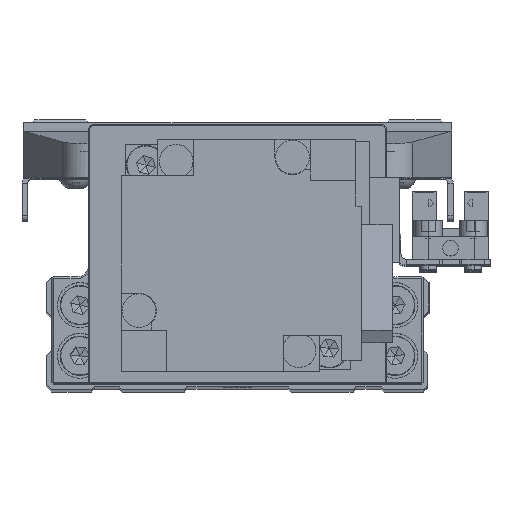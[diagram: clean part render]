
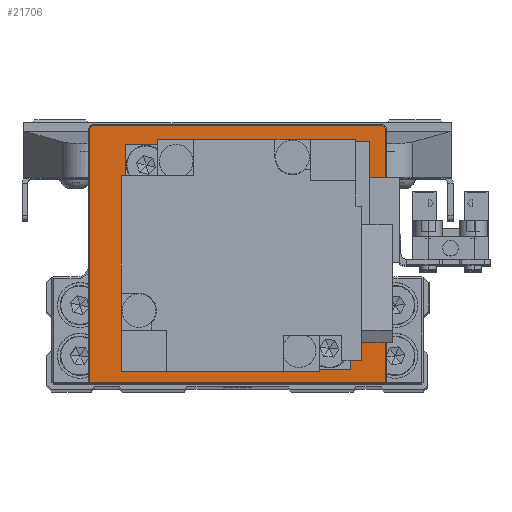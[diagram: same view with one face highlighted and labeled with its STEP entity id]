
A CAD part, top view. The second image highlights one B-rep face of the part: STEP entity #21706.
In plain terms, the highlighted face is planar.
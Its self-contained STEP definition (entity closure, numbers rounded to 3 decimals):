
#148 = VERTEX_POINT ( 'NONE', #22239 ) ;
#226 = VERTEX_POINT ( 'NONE', #11372 ) ;
#408 = DIRECTION ( 'NONE',  ( 0., -1., 0. ) ) ;
#515 = EDGE_CURVE ( 'NONE', #226, #8941, #24985, .T. ) ;
#605 = LINE ( 'NONE', #12037, #7519 ) ;
#934 = CARTESIAN_POINT ( 'NONE',  ( -25.5, -4., 22. ) ) ;
#2023 = CARTESIAN_POINT ( 'NONE',  ( 26.3, -4., -22.8 ) ) ;
#3010 = LINE ( 'NONE', #14454, #17968 ) ;
#3215 = FACE_OUTER_BOUND ( 'NONE', #30999, .T. ) ;
#3505 = VECTOR ( 'NONE', #5191, 1000. ) ;
#4722 = EDGE_CURVE ( 'NONE', #13169, #148, #605, .T. ) ;
#4980 = AXIS2_PLACEMENT_3D ( 'NONE', #26076, #408, #11820 ) ;
#5191 = DIRECTION ( 'NONE',  ( 0., 0., -1. ) ) ;
#5619 = CARTESIAN_POINT ( 'NONE',  ( 25.5, -4., 22.8 ) ) ;
#7363 = DIRECTION ( 'NONE',  ( 0., -1., 0. ) ) ;
#7519 = VECTOR ( 'NONE', #23471, 1000. ) ;
#7865 = ORIENTED_EDGE ( 'NONE', *, *, #4722, .T. ) ;
#8387 = VECTOR ( 'NONE', #10772, 1000. ) ;
#8941 = VERTEX_POINT ( 'NONE', #2023 ) ;
#10743 = CIRCLE ( 'NONE', #31688, 0.8 ) ;
#10772 = DIRECTION ( 'NONE',  ( 1., 0., 0. ) ) ;
#11372 = CARTESIAN_POINT ( 'NONE',  ( -26.3, -4., -22.8 ) ) ;
#11421 = AXIS2_PLACEMENT_3D ( 'NONE', #934, #12360, #23779 ) ;
#11820 = DIRECTION ( 'NONE',  ( 0., 0., -1. ) ) ;
#12037 = CARTESIAN_POINT ( 'NONE',  ( -25.5, -4., 22.8 ) ) ;
#12360 = DIRECTION ( 'NONE',  ( 0., -1., 0. ) ) ;
#13169 = VERTEX_POINT ( 'NONE', #5619 ) ;
#13945 = ORIENTED_EDGE ( 'NONE', *, *, #30322, .T. ) ;
#14126 = VERTEX_POINT ( 'NONE', #20472 ) ;
#14454 = CARTESIAN_POINT ( 'NONE',  ( 26.3, -4., 22. ) ) ;
#14651 = PLANE ( 'NONE',  #4980 ) ;
#15571 = EDGE_CURVE ( 'NONE', #8941, #34168, #3010, .T. ) ;
#17968 = VECTOR ( 'NONE', #25881, 1000. ) ;
#18794 = DIRECTION ( 'NONE',  ( 0., 0., -1. ) ) ;
#19438 = LINE ( 'NONE', #30863, #3505 ) ;
#20472 = CARTESIAN_POINT ( 'NONE',  ( -26.3, -4., 22. ) ) ;
#20577 = CARTESIAN_POINT ( 'NONE',  ( 26.3, -4., 22. ) ) ;
#20706 = ORIENTED_EDGE ( 'NONE', *, *, #15571, .T. ) ;
#21706 = ADVANCED_FACE ( 'NONE', ( #3215 ), #14651, .T. ) ;
#22239 = CARTESIAN_POINT ( 'NONE',  ( -25.5, -4., 22.8 ) ) ;
#23471 = DIRECTION ( 'NONE',  ( -1., 0., 0. ) ) ;
#23779 = DIRECTION ( 'NONE',  ( 0., 0., -1. ) ) ;
#24985 = LINE ( 'NONE', #36435, #8387 ) ;
#25881 = DIRECTION ( 'NONE',  ( 0., 0., 1. ) ) ;
#26076 = CARTESIAN_POINT ( 'NONE',  ( 0., -4., 0. ) ) ;
#26779 = ORIENTED_EDGE ( 'NONE', *, *, #515, .T. ) ;
#27568 = CIRCLE ( 'NONE', #11421, 0.8 ) ;
#28194 = EDGE_CURVE ( 'NONE', #14126, #226, #19438, .T. ) ;
#28995 = ORIENTED_EDGE ( 'NONE', *, *, #35058, .T. ) ;
#30322 = EDGE_CURVE ( 'NONE', #148, #14126, #27568, .T. ) ;
#30863 = CARTESIAN_POINT ( 'NONE',  ( -26.3, -4., -23. ) ) ;
#30999 = EDGE_LOOP ( 'NONE', ( #26779, #20706, #28995, #7865, #13945, #35946 ) ) ;
#31688 = AXIS2_PLACEMENT_3D ( 'NONE', #33033, #7363, #18794 ) ;
#33033 = CARTESIAN_POINT ( 'NONE',  ( 25.5, -4., 22. ) ) ;
#34168 = VERTEX_POINT ( 'NONE', #20577 ) ;
#35058 = EDGE_CURVE ( 'NONE', #34168, #13169, #10743, .T. ) ;
#35946 = ORIENTED_EDGE ( 'NONE', *, *, #28194, .T. ) ;
#36435 = CARTESIAN_POINT ( 'NONE',  ( 26.5, -4., -22.8 ) ) ;
